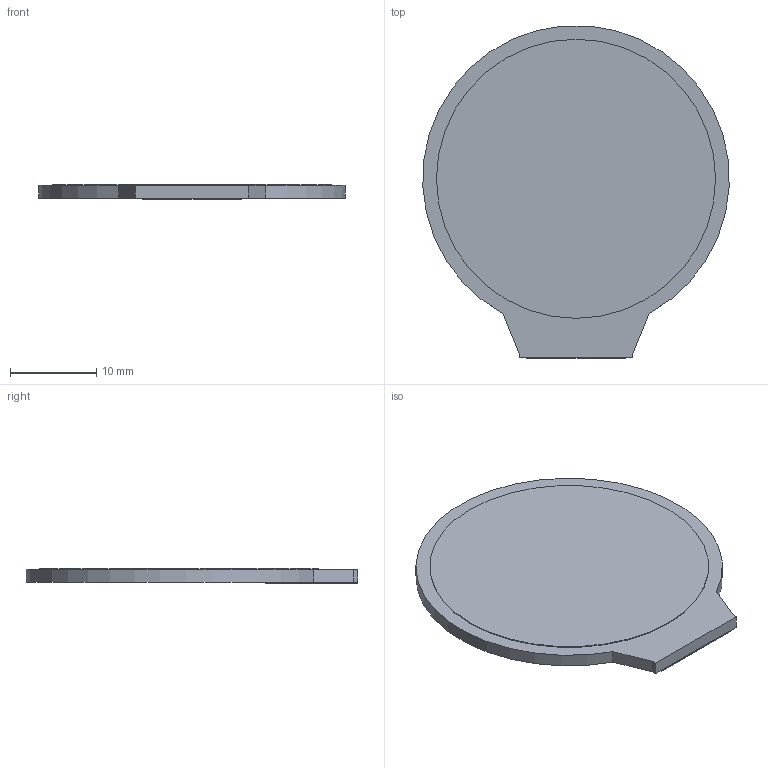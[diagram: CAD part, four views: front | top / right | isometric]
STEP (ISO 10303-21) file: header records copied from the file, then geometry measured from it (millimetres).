
FILE_DESCRIPTION(/* description */ (''),/* implementation_level */ '2;1');
FILE_NAME(/* name */ 'TFT-Round-1.28 v1.step',/* time_stamp */ '2023-12-17T12:49:04+07:00',/* author */ (''),/* organization */ (''),/* preprocessor_version */ 'ST-DEVELOPER v20',/* originating_system */ 'Autodesk Translation Framework v12.14.0.127',/* authorisation */ '');
FILE_SCHEMA (('AUTOMOTIVE_DESIGN { 1 0 10303 214 3 1 1 }'));
Length unit declared in the file: millimetre
Products named in the file (1): TFT-Round-1.28
Bounding box: 35.56 x 38.54 x 1.73 mm (x, y, z)
Volume: 1669.7 mm3; surface area: 2533.5 mm2
Topology: 2 solids, 2 shells, 16 faces, 33 edges, 22 vertices
Faces by surface type: plane 14, cylinder 2
Full cylindrical faces by diameter (mm): 32.4 x1
Entity records: 482 total; most frequent: CARTESIAN_POINT 72, DIRECTION 71, ORIENTED_EDGE 66, EDGE_CURVE 33, LINE 29, VECTOR 29, VERTEX_POINT 22, AXIS2_PLACEMENT_3D 21
